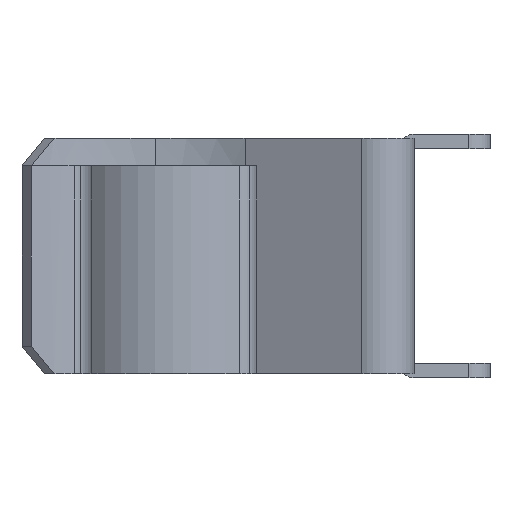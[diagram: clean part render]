
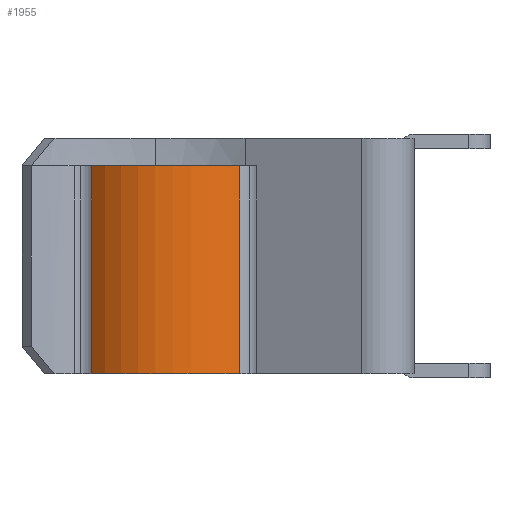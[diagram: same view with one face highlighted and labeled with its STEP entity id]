
A CAD part, left-side view. The second image highlights one B-rep face of the part: STEP entity #1955.
In plain terms, the highlighted cylindrical face has radius 5.2 mm (diameter 10.4 mm), a partial arc.
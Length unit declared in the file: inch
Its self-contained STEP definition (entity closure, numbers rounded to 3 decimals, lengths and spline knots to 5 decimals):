
#158 = DIRECTION ( 'NONE',  ( 0., 0., -1. ) ) ;
#177 = CARTESIAN_POINT ( 'NONE',  ( -0.1256, 0.59895, -0.05118 ) ) ;
#404 = EDGE_CURVE ( 'NONE', #1370, #2696, #2678, .T. ) ;
#431 = DIRECTION ( 'NONE',  ( 1., 0., 0. ) ) ;
#469 = FACE_OUTER_BOUND ( 'NONE', #1529, .T. ) ;
#491 = ORIENTED_EDGE ( 'NONE', *, *, #2324, .T. ) ;
#664 = ORIENTED_EDGE ( 'NONE', *, *, #404, .T. ) ;
#804 = AXIS2_PLACEMENT_3D ( 'NONE', #1950, #1298, #431 ) ;
#825 = DIRECTION ( 'NONE',  ( 0., 0., -1. ) ) ;
#871 = DIRECTION ( 'NONE',  ( 0., 0., 1. ) ) ;
#1115 = EDGE_CURVE ( 'NONE', #1403, #1847, #1359, .T. ) ;
#1205 = DIRECTION ( 'NONE',  ( 0., 0., 1. ) ) ;
#1298 = DIRECTION ( 'NONE',  ( 0., 0., 1. ) ) ;
#1359 = LINE ( 'NONE', #2182, #2462 ) ;
#1370 = VERTEX_POINT ( 'NONE', #2485 ) ;
#1372 = ORIENTED_EDGE ( 'NONE', *, *, #1115, .F. ) ;
#1403 = VERTEX_POINT ( 'NONE', #2274 ) ;
#1454 = CARTESIAN_POINT ( 'NONE',  ( 0.01772, 0.45276, -0.43701 ) ) ;
#1482 = CYLINDRICAL_SURFACE ( 'NONE', #804, 0.20472 ) ;
#1508 = CIRCLE ( 'NONE', #1838, 0.20472 ) ;
#1529 = EDGE_LOOP ( 'NONE', ( #491, #1372, #1910, #664 ) ) ;
#1650 = AXIS2_PLACEMENT_3D ( 'NONE', #2132, #825, #2360 ) ;
#1676 = DIRECTION ( 'NONE',  ( 1., 0., 0. ) ) ;
#1838 = AXIS2_PLACEMENT_3D ( 'NONE', #1454, #158, #1676 ) ;
#1847 = VERTEX_POINT ( 'NONE', #177 ) ;
#1910 = ORIENTED_EDGE ( 'NONE', *, *, #2715, .F. ) ;
#1950 = CARTESIAN_POINT ( 'NONE',  ( 0.01772, 0.45276, -0.43701 ) ) ;
#1955 = ADVANCED_FACE ( 'NONE', ( #469 ), #1482, .T. ) ;
#2110 = CARTESIAN_POINT ( 'NONE',  ( -0.14132, 0.32384, -0.05118 ) ) ;
#2132 = CARTESIAN_POINT ( 'NONE',  ( 0.01772, 0.45276, -0.05118 ) ) ;
#2182 = CARTESIAN_POINT ( 'NONE',  ( -0.1256, 0.59895, -0.43701 ) ) ;
#2274 = CARTESIAN_POINT ( 'NONE',  ( -0.1256, 0.59895, -0.43701 ) ) ;
#2324 = EDGE_CURVE ( 'NONE', #2696, #1847, #2582, .T. ) ;
#2360 = DIRECTION ( 'NONE',  ( 1., 0., 0. ) ) ;
#2462 = VECTOR ( 'NONE', #871, 39.37008 ) ;
#2485 = CARTESIAN_POINT ( 'NONE',  ( -0.14132, 0.32384, -0.43701 ) ) ;
#2520 = CARTESIAN_POINT ( 'NONE',  ( -0.14132, 0.32384, -0.43701 ) ) ;
#2547 = VECTOR ( 'NONE', #1205, 39.37008 ) ;
#2582 = CIRCLE ( 'NONE', #1650, 0.20472 ) ;
#2678 = LINE ( 'NONE', #2520, #2547 ) ;
#2696 = VERTEX_POINT ( 'NONE', #2110 ) ;
#2715 = EDGE_CURVE ( 'NONE', #1370, #1403, #1508, .T. ) ;
